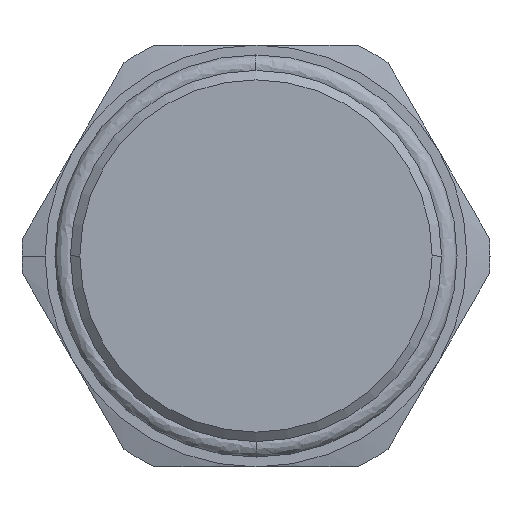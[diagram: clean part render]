
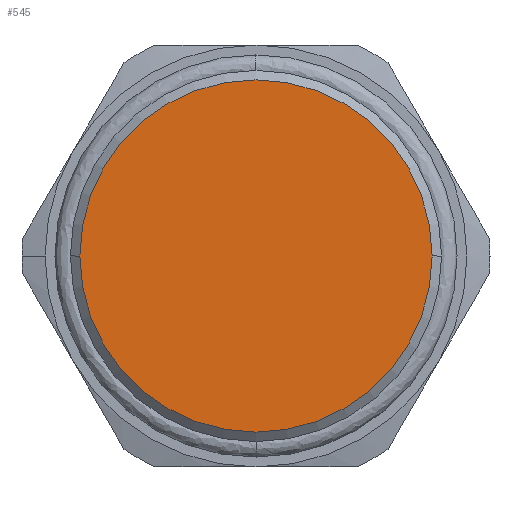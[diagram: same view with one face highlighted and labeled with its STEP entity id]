
A CAD part, front view. The second image highlights one B-rep face of the part: STEP entity #545.
In plain terms, the highlighted planar face has unit normal (0, -1, 0).
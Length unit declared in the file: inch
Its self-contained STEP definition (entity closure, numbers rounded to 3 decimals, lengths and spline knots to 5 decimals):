
#12 = DIRECTION ( 'NONE',  ( -1., 0., 0. ) ) ;
#132 = EDGE_LOOP ( 'NONE', ( #503, #2961 ) ) ;
#174 = VERTEX_POINT ( 'NONE', #2210 ) ;
#214 = PLANE ( 'NONE',  #2859 ) ;
#366 = EDGE_CURVE ( 'NONE', #174, #440, #1346, .T. ) ;
#410 = DIRECTION ( 'NONE',  ( 1., 0., 0. ) ) ;
#440 = VERTEX_POINT ( 'NONE', #622 ) ;
#456 = EDGE_CURVE ( 'NONE', #440, #174, #802, .T. ) ;
#503 = ORIENTED_EDGE ( 'NONE', *, *, #456, .T. ) ;
#545 = ADVANCED_FACE ( 'NONE', ( #2311 ), #214, .T. ) ;
#622 = CARTESIAN_POINT ( 'NONE',  ( -0.52598, 0., 0. ) ) ;
#802 = CIRCLE ( 'NONE', #3008, 0.52598 ) ;
#1346 = CIRCLE ( 'NONE', #1965, 0.52598 ) ;
#1619 = CARTESIAN_POINT ( 'NONE',  ( 0., 0., 0. ) ) ;
#1885 = DIRECTION ( 'NONE',  ( 0., -1., 0. ) ) ;
#1909 = DIRECTION ( 'NONE',  ( -1., 0., 0. ) ) ;
#1965 = AXIS2_PLACEMENT_3D ( 'NONE', #1619, #1885, #12 ) ;
#2051 = CARTESIAN_POINT ( 'NONE',  ( 0.50093, 0., 0. ) ) ;
#2210 = CARTESIAN_POINT ( 'NONE',  ( 0.52598, 0., 0. ) ) ;
#2311 = FACE_OUTER_BOUND ( 'NONE', #132, .T. ) ;
#2448 = CARTESIAN_POINT ( 'NONE',  ( 0., 0., 0. ) ) ;
#2486 = DIRECTION ( 'NONE',  ( 0., -1., 0. ) ) ;
#2734 = DIRECTION ( 'NONE',  ( 0., -1., 0. ) ) ;
#2859 = AXIS2_PLACEMENT_3D ( 'NONE', #2051, #2734, #410 ) ;
#2961 = ORIENTED_EDGE ( 'NONE', *, *, #366, .T. ) ;
#3008 = AXIS2_PLACEMENT_3D ( 'NONE', #2448, #2486, #1909 ) ;
